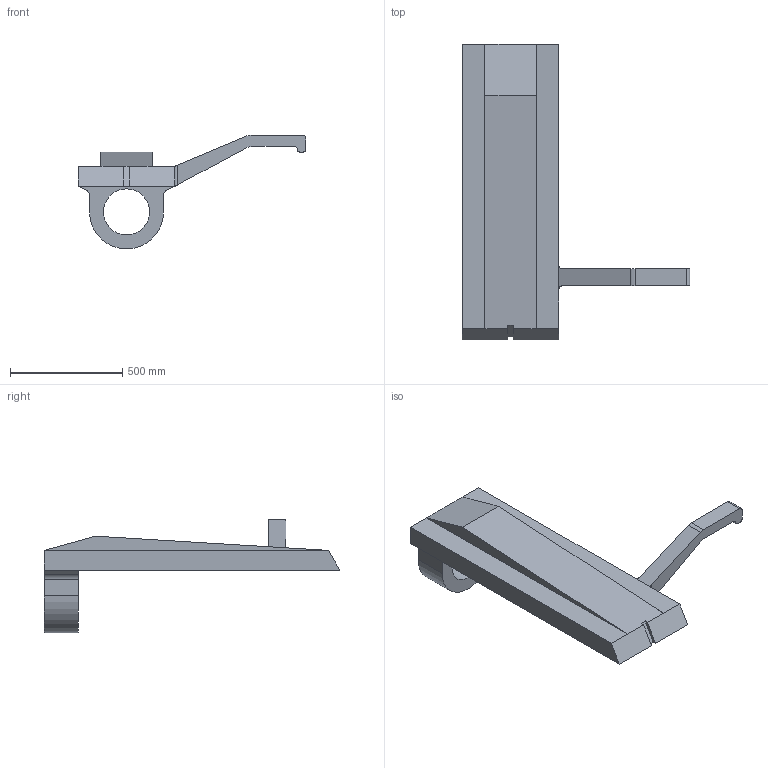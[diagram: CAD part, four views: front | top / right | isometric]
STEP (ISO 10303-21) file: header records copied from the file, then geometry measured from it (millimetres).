
FILE_DESCRIPTION(/* description */ (''),/* implementation_level */ '2;1');
FILE_NAME(/* name */ 'DL-103U_model_[STP].stp',/* time_stamp */ '2022-01-06T14:40:29+01:00',/* author */ ('Odwalla'),/* organization */ (''),/* preprocessor_version */ 'ST-DEVELOPER v18.1',/* originating_system */ 'AutoCAD Mechanical',/* authorisation */ '');
FILE_SCHEMA (('AUTOMOTIVE_DESIGN { 1 0 10303 214 3 1 1 }'));
Length unit declared in the file: inch
Products named in the file (1): Product
Bounding box: 1016 x 1320.8 x 508 mm (x, y, z)
Volume: 69148993.9 mm3; surface area: 1935768 mm2
Topology: 1 solids, 1 shells, 41 faces, 107 edges, 68 vertices
Faces by surface type: plane 29, cylinder 12
Full cylindrical faces by diameter (mm): 205.74 x1
Entity records: 1274 total; most frequent: CARTESIAN_POINT 217, DIRECTION 215, ORIENTED_EDGE 214, EDGE_CURVE 107, LINE 83, VECTOR 83, VERTEX_POINT 68, AXIS2_PLACEMENT_3D 66
